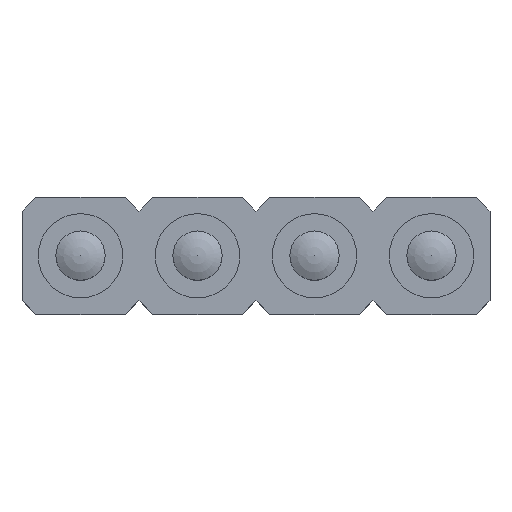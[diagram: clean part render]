
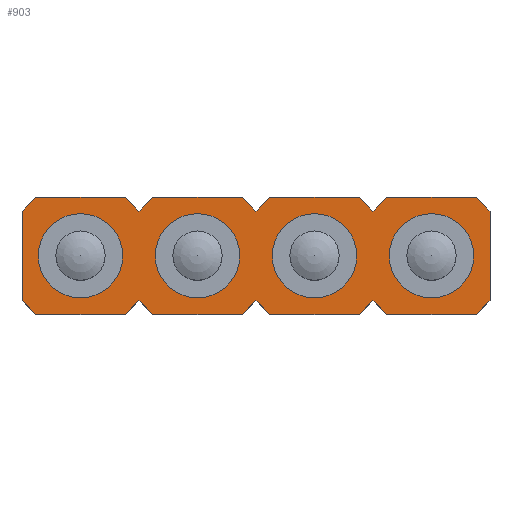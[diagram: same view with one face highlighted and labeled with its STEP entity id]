
A CAD part, top view. The second image highlights one B-rep face of the part: STEP entity #903.
In plain terms, the highlighted planar face has unit normal (0, 0, 1).
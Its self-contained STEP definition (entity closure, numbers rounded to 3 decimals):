
#60=PLANE('',#985);
#70=LINE('',#1329,#160);
#74=LINE('',#1338,#164);
#78=LINE('',#1346,#168);
#81=LINE('',#1352,#171);
#84=LINE('',#1359,#174);
#88=LINE('',#1366,#178);
#90=LINE('',#1369,#180);
#92=LINE('',#1374,#182);
#96=LINE('',#1382,#186);
#99=LINE('',#1388,#189);
#102=LINE('',#1395,#192);
#106=LINE('',#1402,#196);
#108=LINE('',#1405,#198);
#110=LINE('',#1410,#200);
#114=LINE('',#1418,#204);
#117=LINE('',#1424,#207);
#120=LINE('',#1431,#210);
#124=LINE('',#1438,#214);
#126=LINE('',#1441,#216);
#128=LINE('',#1446,#218);
#134=LINE('',#1457,#224);
#140=LINE('',#1469,#230);
#142=LINE('',#1473,#232);
#144=LINE('',#1477,#234);
#146=LINE('',#1480,#236);
#147=LINE('',#1482,#237);
#160=VECTOR('',#1068,10.);
#164=VECTOR('',#1074,10.);
#168=VECTOR('',#1080,10.);
#171=VECTOR('',#1085,10.);
#174=VECTOR('',#1090,10.);
#178=VECTOR('',#1096,10.);
#180=VECTOR('',#1100,10.);
#182=VECTOR('',#1104,10.);
#186=VECTOR('',#1110,10.);
#189=VECTOR('',#1115,10.);
#192=VECTOR('',#1120,10.);
#196=VECTOR('',#1126,10.);
#198=VECTOR('',#1130,10.);
#200=VECTOR('',#1134,10.);
#204=VECTOR('',#1140,10.);
#207=VECTOR('',#1145,10.);
#210=VECTOR('',#1150,10.);
#214=VECTOR('',#1156,10.);
#216=VECTOR('',#1160,10.);
#218=VECTOR('',#1164,10.);
#224=VECTOR('',#1172,10.);
#230=VECTOR('',#1182,10.);
#232=VECTOR('',#1186,10.);
#234=VECTOR('',#1190,10.);
#236=VECTOR('',#1194,10.);
#237=VECTOR('',#1197,10.);
#293=FACE_OUTER_BOUND('',#351,.T.);
#351=EDGE_LOOP('',(#769,#770,#771,#772,#773,#774,#775,#776,#777,#778,#779,
#780,#781,#782,#783,#784,#785,#786,#787,#788,#789,#790,#791,#792,#793,#794));
#419=VERTEX_POINT('',#1327);
#420=VERTEX_POINT('',#1328);
#423=VERTEX_POINT('',#1336);
#424=VERTEX_POINT('',#1337);
#427=VERTEX_POINT('',#1345);
#429=VERTEX_POINT('',#1351);
#431=VERTEX_POINT('',#1357);
#432=VERTEX_POINT('',#1358);
#435=VERTEX_POINT('',#1372);
#436=VERTEX_POINT('',#1373);
#439=VERTEX_POINT('',#1381);
#441=VERTEX_POINT('',#1387);
#443=VERTEX_POINT('',#1393);
#444=VERTEX_POINT('',#1394);
#447=VERTEX_POINT('',#1408);
#448=VERTEX_POINT('',#1409);
#451=VERTEX_POINT('',#1417);
#453=VERTEX_POINT('',#1423);
#455=VERTEX_POINT('',#1429);
#456=VERTEX_POINT('',#1430);
#459=VERTEX_POINT('',#1444);
#460=VERTEX_POINT('',#1445);
#464=VERTEX_POINT('',#1455);
#468=VERTEX_POINT('',#1468);
#469=VERTEX_POINT('',#1472);
#470=VERTEX_POINT('',#1476);
#506=EDGE_CURVE('',#419,#420,#70,.T.);
#510=EDGE_CURVE('',#423,#424,#74,.T.);
#514=EDGE_CURVE('',#427,#424,#78,.T.);
#517=EDGE_CURVE('',#427,#429,#81,.T.);
#520=EDGE_CURVE('',#431,#432,#84,.T.);
#524=EDGE_CURVE('',#431,#429,#88,.T.);
#526=EDGE_CURVE('',#423,#420,#90,.T.);
#528=EDGE_CURVE('',#435,#436,#92,.T.);
#532=EDGE_CURVE('',#439,#419,#96,.T.);
#535=EDGE_CURVE('',#432,#441,#99,.T.);
#538=EDGE_CURVE('',#443,#444,#102,.T.);
#542=EDGE_CURVE('',#443,#441,#106,.T.);
#544=EDGE_CURVE('',#439,#436,#108,.T.);
#546=EDGE_CURVE('',#447,#448,#110,.T.);
#550=EDGE_CURVE('',#451,#435,#114,.T.);
#553=EDGE_CURVE('',#444,#453,#117,.T.);
#556=EDGE_CURVE('',#455,#456,#120,.T.);
#560=EDGE_CURVE('',#455,#453,#124,.T.);
#562=EDGE_CURVE('',#451,#448,#126,.T.);
#564=EDGE_CURVE('',#459,#460,#128,.T.);
#570=EDGE_CURVE('',#459,#464,#134,.T.);
#576=EDGE_CURVE('',#468,#447,#140,.T.);
#578=EDGE_CURVE('',#456,#469,#142,.T.);
#580=EDGE_CURVE('',#470,#464,#144,.T.);
#582=EDGE_CURVE('',#470,#469,#146,.T.);
#583=EDGE_CURVE('',#468,#460,#147,.T.);
#769=ORIENTED_EDGE('',*,*,#564,.F.);
#770=ORIENTED_EDGE('',*,*,#570,.T.);
#771=ORIENTED_EDGE('',*,*,#580,.F.);
#772=ORIENTED_EDGE('',*,*,#582,.T.);
#773=ORIENTED_EDGE('',*,*,#578,.F.);
#774=ORIENTED_EDGE('',*,*,#556,.F.);
#775=ORIENTED_EDGE('',*,*,#560,.T.);
#776=ORIENTED_EDGE('',*,*,#553,.F.);
#777=ORIENTED_EDGE('',*,*,#538,.F.);
#778=ORIENTED_EDGE('',*,*,#542,.T.);
#779=ORIENTED_EDGE('',*,*,#535,.F.);
#780=ORIENTED_EDGE('',*,*,#520,.F.);
#781=ORIENTED_EDGE('',*,*,#524,.T.);
#782=ORIENTED_EDGE('',*,*,#517,.F.);
#783=ORIENTED_EDGE('',*,*,#514,.T.);
#784=ORIENTED_EDGE('',*,*,#510,.F.);
#785=ORIENTED_EDGE('',*,*,#526,.T.);
#786=ORIENTED_EDGE('',*,*,#506,.F.);
#787=ORIENTED_EDGE('',*,*,#532,.F.);
#788=ORIENTED_EDGE('',*,*,#544,.T.);
#789=ORIENTED_EDGE('',*,*,#528,.F.);
#790=ORIENTED_EDGE('',*,*,#550,.F.);
#791=ORIENTED_EDGE('',*,*,#562,.T.);
#792=ORIENTED_EDGE('',*,*,#546,.F.);
#793=ORIENTED_EDGE('',*,*,#576,.F.);
#794=ORIENTED_EDGE('',*,*,#583,.T.);
#903=ADVANCED_FACE('',(#293),#60,.T.);
#985=AXIS2_PLACEMENT_3D('',#1483,#1198,#1199);
#1068=DIRECTION('',(0.707,0.707,0.));
#1074=DIRECTION('',(0.707,-0.707,0.));
#1080=DIRECTION('',(0.,1.,0.));
#1085=DIRECTION('',(-0.707,-0.707,0.));
#1090=DIRECTION('',(-0.707,0.707,0.));
#1096=DIRECTION('',(1.,0.,0.));
#1100=DIRECTION('',(-1.,0.,0.));
#1104=DIRECTION('',(0.707,0.707,0.));
#1110=DIRECTION('',(0.707,-0.707,0.));
#1115=DIRECTION('',(-0.707,-0.707,0.));
#1120=DIRECTION('',(-0.707,0.707,0.));
#1126=DIRECTION('',(1.,0.,0.));
#1130=DIRECTION('',(-1.,0.,0.));
#1134=DIRECTION('',(0.707,0.707,0.));
#1140=DIRECTION('',(0.707,-0.707,0.));
#1145=DIRECTION('',(-0.707,-0.707,0.));
#1150=DIRECTION('',(-0.707,0.707,0.));
#1156=DIRECTION('',(1.,0.,0.));
#1160=DIRECTION('',(-1.,0.,0.));
#1164=DIRECTION('',(0.707,0.707,0.));
#1172=DIRECTION('',(0.,-1.,0.));
#1182=DIRECTION('',(0.707,-0.707,0.));
#1186=DIRECTION('',(-0.707,-0.707,0.));
#1190=DIRECTION('',(-0.707,0.707,0.));
#1194=DIRECTION('',(1.,0.,0.));
#1197=DIRECTION('',(-1.,0.,0.));
#1198=DIRECTION('center_axis',(0.,0.,1.));
#1199=DIRECTION('ref_axis',(1.,0.,0.));
#1327=CARTESIAN_POINT('',(6.35,0.97,4.4));
#1328=CARTESIAN_POINT('',(6.65,1.27,4.4));
#1329=CARTESIAN_POINT('',(6.5,1.12,4.4));
#1336=CARTESIAN_POINT('',(8.59,1.27,4.4));
#1337=CARTESIAN_POINT('',(8.89,0.97,4.4));
#1338=CARTESIAN_POINT('',(8.74,1.12,4.4));
#1345=CARTESIAN_POINT('',(8.89,-0.97,4.4));
#1346=CARTESIAN_POINT('',(8.89,-0.635,4.4));
#1351=CARTESIAN_POINT('',(8.59,-1.27,4.4));
#1352=CARTESIAN_POINT('',(8.74,-1.12,4.4));
#1357=CARTESIAN_POINT('',(6.65,-1.27,4.4));
#1358=CARTESIAN_POINT('',(6.35,-0.97,4.4));
#1359=CARTESIAN_POINT('',(6.5,-1.12,4.4));
#1366=CARTESIAN_POINT('',(6.985,-1.27,4.4));
#1369=CARTESIAN_POINT('',(8.255,1.27,4.4));
#1372=CARTESIAN_POINT('',(3.81,0.97,4.4));
#1373=CARTESIAN_POINT('',(4.11,1.27,4.4));
#1374=CARTESIAN_POINT('',(3.96,1.12,4.4));
#1381=CARTESIAN_POINT('',(6.05,1.27,4.4));
#1382=CARTESIAN_POINT('',(6.2,1.12,4.4));
#1387=CARTESIAN_POINT('',(6.05,-1.27,4.4));
#1388=CARTESIAN_POINT('',(6.2,-1.12,4.4));
#1393=CARTESIAN_POINT('',(4.11,-1.27,4.4));
#1394=CARTESIAN_POINT('',(3.81,-0.97,4.4));
#1395=CARTESIAN_POINT('',(3.96,-1.12,4.4));
#1402=CARTESIAN_POINT('',(4.445,-1.27,4.4));
#1405=CARTESIAN_POINT('',(5.715,1.27,4.4));
#1408=CARTESIAN_POINT('',(1.27,0.97,4.4));
#1409=CARTESIAN_POINT('',(1.57,1.27,4.4));
#1410=CARTESIAN_POINT('',(1.42,1.12,4.4));
#1417=CARTESIAN_POINT('',(3.51,1.27,4.4));
#1418=CARTESIAN_POINT('',(3.66,1.12,4.4));
#1423=CARTESIAN_POINT('',(3.51,-1.27,4.4));
#1424=CARTESIAN_POINT('',(3.66,-1.12,4.4));
#1429=CARTESIAN_POINT('',(1.57,-1.27,4.4));
#1430=CARTESIAN_POINT('',(1.27,-0.97,4.4));
#1431=CARTESIAN_POINT('',(1.42,-1.12,4.4));
#1438=CARTESIAN_POINT('',(1.905,-1.27,4.4));
#1441=CARTESIAN_POINT('',(3.175,1.27,4.4));
#1444=CARTESIAN_POINT('',(-1.27,0.97,4.4));
#1445=CARTESIAN_POINT('',(-0.97,1.27,4.4));
#1446=CARTESIAN_POINT('',(-1.12,1.12,4.4));
#1455=CARTESIAN_POINT('',(-1.27,-0.97,4.4));
#1457=CARTESIAN_POINT('',(-1.27,0.635,4.4));
#1468=CARTESIAN_POINT('',(0.97,1.27,4.4));
#1469=CARTESIAN_POINT('',(1.12,1.12,4.4));
#1472=CARTESIAN_POINT('',(0.97,-1.27,4.4));
#1473=CARTESIAN_POINT('',(1.12,-1.12,4.4));
#1476=CARTESIAN_POINT('',(-0.97,-1.27,4.4));
#1477=CARTESIAN_POINT('',(-1.12,-1.12,4.4));
#1480=CARTESIAN_POINT('',(-0.635,-1.27,4.4));
#1482=CARTESIAN_POINT('',(0.635,1.27,4.4));
#1483=CARTESIAN_POINT('Origin',(0.,0.,
4.4));
